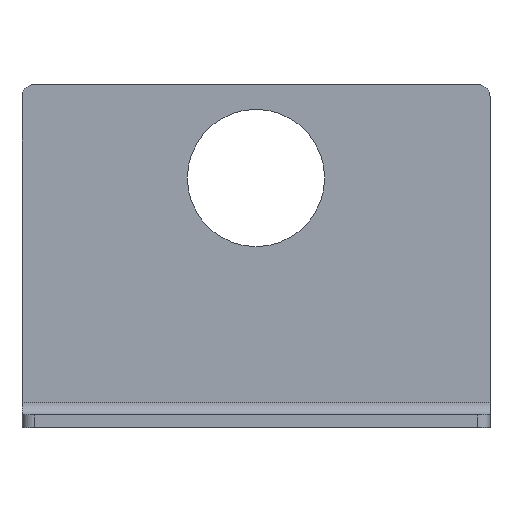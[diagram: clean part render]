
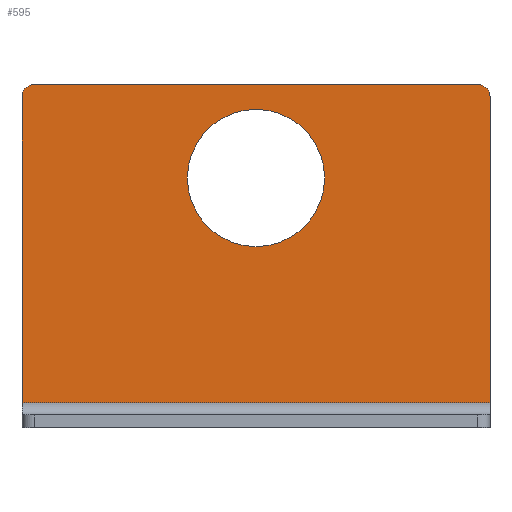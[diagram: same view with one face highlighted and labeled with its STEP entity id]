
A CAD part, top view. The second image highlights one B-rep face of the part: STEP entity #595.
In plain terms, the highlighted planar face has unit normal (0, 0, 1).
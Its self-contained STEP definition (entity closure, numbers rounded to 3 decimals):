
#163=CARTESIAN_POINT('',(-37.5,-24.5,2.0));
#164=VERTEX_POINT('',#163);
#172=CARTESIAN_POINT('',(-37.5,24.5,2.0));
#173=VERTEX_POINT('',#172);
#174=CARTESIAN_POINT('',(-37.5,-24.5,2.0));
#175=DIRECTION('',(0.0,1.0,0.0));
#176=VECTOR('',#175,49.);
#177=LINE('',#174,#176);
#178=EDGE_CURVE('',#164,#173,#177,.T.);
#340=CARTESIAN_POINT('',(37.5,24.5,2.0));
#341=VERTEX_POINT('',#340);
#348=CARTESIAN_POINT('',(37.5,-24.5,2.0));
#349=VERTEX_POINT('',#348);
#350=CARTESIAN_POINT('',(37.5,24.5,2.0));
#351=DIRECTION('',(0.0,-1.0,0.0));
#352=VECTOR('',#351,49.);
#353=LINE('',#350,#352);
#354=EDGE_CURVE('',#341,#349,#353,.T.);
#372=CARTESIAN_POINT('',(-35.5,26.5,2.0));
#373=VERTEX_POINT('',#372);
#374=CARTESIAN_POINT('',(-35.5,24.5,2.0));
#375=DIRECTION('',(0.0,0.0,-1.0));
#376=DIRECTION('',(-0.707,0.707,0.0));
#377=AXIS2_PLACEMENT_3D('',#374,#375,#376);
#378=CIRCLE('',#377,2.0);
#379=EDGE_CURVE('',#173,#373,#378,.T.);
#449=CARTESIAN_POINT('',(35.5,26.5,2.0));
#450=VERTEX_POINT('',#449);
#451=CARTESIAN_POINT('',(-35.5,26.5,2.0));
#452=DIRECTION('',(1.0,0.0,0.0));
#453=VECTOR('',#452,71.0);
#454=LINE('',#451,#453);
#455=EDGE_CURVE('',#373,#450,#454,.T.);
#472=CARTESIAN_POINT('',(35.5,24.5,2.0));
#473=DIRECTION('',(0.0,0.0,-1.0));
#474=DIRECTION('',(0.707,0.707,0.0));
#475=AXIS2_PLACEMENT_3D('',#472,#473,#474);
#476=CIRCLE('',#475,2.0);
#477=EDGE_CURVE('',#450,#341,#476,.T.);
#490=CARTESIAN_POINT('',(11.,11.5,2.));
#491=VERTEX_POINT('',#490);
#492=CARTESIAN_POINT('',(0.,11.5,2.));
#493=DIRECTION('',(0.0,0.0,-1.0));
#494=DIRECTION('',(-1.0,0.0,0.0));
#495=AXIS2_PLACEMENT_3D('',#492,#493,#494);
#496=CIRCLE('',#495,11.0);
#497=EDGE_CURVE('',#491,#491,#496,.T.);
#569=CARTESIAN_POINT('',(-37.5,-24.5,2.0));
#570=DIRECTION('',(1.0,0.0,0.0));
#571=VECTOR('',#570,75.0);
#572=LINE('',#569,#571);
#573=EDGE_CURVE('',#164,#349,#572,.T.);
#579=CARTESIAN_POINT('',(0.,0.,2.0));
#580=DIRECTION('',(0.0,0.0,1.0));
#581=DIRECTION('',(1.0,0.0,0.0));
#582=AXIS2_PLACEMENT_3D('',#579,#580,#581);
#583=PLANE('',#582);
#584=ORIENTED_EDGE('',*,*,#379,.F.);
#585=ORIENTED_EDGE('',*,*,#178,.F.);
#586=ORIENTED_EDGE('',*,*,#573,.T.);
#587=ORIENTED_EDGE('',*,*,#354,.F.);
#588=ORIENTED_EDGE('',*,*,#477,.F.);
#589=ORIENTED_EDGE('',*,*,#455,.F.);
#590=EDGE_LOOP('',(#584,#585,#586,#587,#588,#589));
#591=FACE_OUTER_BOUND('',#590,.T.);
#592=ORIENTED_EDGE('',*,*,#497,.T.);
#593=EDGE_LOOP('',(#592));
#594=FACE_BOUND('',#593,.T.);
#595=ADVANCED_FACE('',(#591,#594),#583,.T.);
